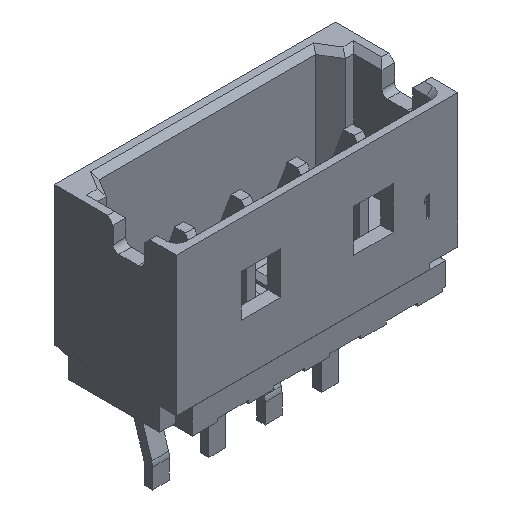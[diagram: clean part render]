
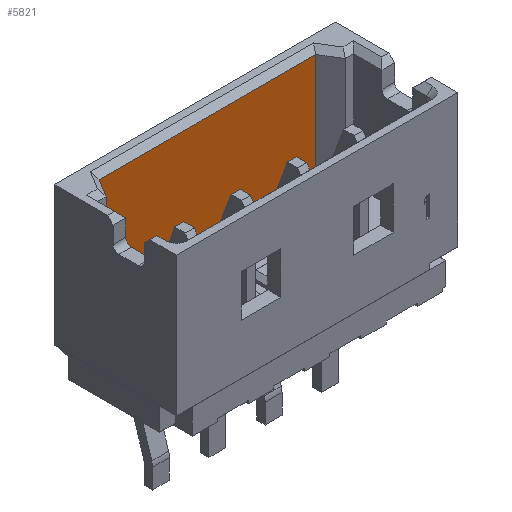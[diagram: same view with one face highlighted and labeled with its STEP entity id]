
A CAD part, isometric view. The second image highlights one B-rep face of the part: STEP entity #5821.
In plain terms, the highlighted planar face has unit normal (0, -1, 0).
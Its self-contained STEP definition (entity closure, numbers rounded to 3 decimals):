
#3012 = PLANE('',#3013);
#3013 = AXIS2_PLACEMENT_3D('',#3014,#3015,#3016);
#3014 = CARTESIAN_POINT('',(0.,1.825,2.825));
#3015 = DIRECTION('',(0.,-0.707,0.707));
#3016 = DIRECTION('',(0.,-0.707,-0.707));
#4850 = VERTEX_POINT('',#4851);
#4851 = CARTESIAN_POINT('',(3.85,1.725,2.725));
#4865 = PLANE('',#4866);
#4866 = AXIS2_PLACEMENT_3D('',#4867,#4868,#4869);
#4867 = CARTESIAN_POINT('',(4.25,1.075,2.925));
#4868 = DIRECTION('',(0.852,0.524,0.));
#4869 = DIRECTION('',(-0.524,0.852,0.));
#4903 = EDGE_CURVE('',#4904,#4850,#4906,.T.);
#4904 = VERTEX_POINT('',#4905);
#4905 = CARTESIAN_POINT('',(-3.85,1.725,2.725));
#4906 = SURFACE_CURVE('',#4907,(#4911,#4918),.PCURVE_S1.);
#4907 = LINE('',#4908,#4909);
#4908 = CARTESIAN_POINT('',(-3.85,1.725,2.725));
#4909 = VECTOR('',#4910,1.);
#4910 = DIRECTION('',(1.,0.,0.));
#4911 = PCURVE('',#3012,#4912);
#4912 = DEFINITIONAL_REPRESENTATION('',(#4913),#4917);
#4913 = LINE('',#4914,#4915);
#4914 = CARTESIAN_POINT('',(0.141,-3.85));
#4915 = VECTOR('',#4916,1.);
#4916 = DIRECTION('',(0.,1.));
#4917 = ( GEOMETRIC_REPRESENTATION_CONTEXT(2) 
PARAMETRIC_REPRESENTATION_CONTEXT() REPRESENTATION_CONTEXT('2D SPACE',''
  ) );
#4918 = PCURVE('',#4919,#4924);
#4919 = PLANE('',#4920);
#4920 = AXIS2_PLACEMENT_3D('',#4921,#4922,#4923);
#4921 = CARTESIAN_POINT('',(3.85,1.725,2.925));
#4922 = DIRECTION('',(0.,1.,0.));
#4923 = DIRECTION('',(-1.,0.,0.));
#4924 = DEFINITIONAL_REPRESENTATION('',(#4925),#4929);
#4925 = LINE('',#4926,#4927);
#4926 = CARTESIAN_POINT('',(7.7,-0.2));
#4927 = VECTOR('',#4928,1.);
#4928 = DIRECTION('',(-1.,0.));
#4929 = ( GEOMETRIC_REPRESENTATION_CONTEXT(2) 
PARAMETRIC_REPRESENTATION_CONTEXT() REPRESENTATION_CONTEXT('2D SPACE',''
  ) );
#4975 = PLANE('',#4976);
#4976 = AXIS2_PLACEMENT_3D('',#4977,#4978,#4979);
#4977 = CARTESIAN_POINT('',(-3.85,1.725,2.925));
#4978 = DIRECTION('',(-0.852,0.524,0.));
#4979 = DIRECTION('',(-0.524,-0.852,0.));
#5717 = PLANE('',#5718);
#5718 = AXIS2_PLACEMENT_3D('',#5719,#5720,#5721);
#5719 = CARTESIAN_POINT('',(0.,0.,-1.225));
#5720 = DIRECTION('',(0.,0.,1.));
#5721 = DIRECTION('',(1.,0.,0.));
#5777 = VERTEX_POINT('',#5778);
#5778 = CARTESIAN_POINT('',(3.85,1.725,-1.225));
#5799 = EDGE_CURVE('',#4850,#5777,#5800,.T.);
#5800 = SURFACE_CURVE('',#5801,(#5805,#5812),.PCURVE_S1.);
#5801 = LINE('',#5802,#5803);
#5802 = CARTESIAN_POINT('',(3.85,1.725,2.725));
#5803 = VECTOR('',#5804,1.);
#5804 = DIRECTION('',(0.,0.,-1.));
#5805 = PCURVE('',#4865,#5806);
#5806 = DEFINITIONAL_REPRESENTATION('',(#5807),#5811);
#5807 = LINE('',#5808,#5809);
#5808 = CARTESIAN_POINT('',(0.763,-0.2));
#5809 = VECTOR('',#5810,1.);
#5810 = DIRECTION('',(0.,-1.));
#5811 = ( GEOMETRIC_REPRESENTATION_CONTEXT(2) 
PARAMETRIC_REPRESENTATION_CONTEXT() REPRESENTATION_CONTEXT('2D SPACE',''
  ) );
#5812 = PCURVE('',#4919,#5813);
#5813 = DEFINITIONAL_REPRESENTATION('',(#5814),#5818);
#5814 = LINE('',#5815,#5816);
#5815 = CARTESIAN_POINT('',(0.,-0.2));
#5816 = VECTOR('',#5817,1.);
#5817 = DIRECTION('',(0.,-1.));
#5818 = ( GEOMETRIC_REPRESENTATION_CONTEXT(2) 
PARAMETRIC_REPRESENTATION_CONTEXT() REPRESENTATION_CONTEXT('2D SPACE',''
  ) );
#5821 = ADVANCED_FACE('',(#5822),#4919,.F.);
#5822 = FACE_BOUND('',#5823,.F.);
#5823 = EDGE_LOOP('',(#5824,#5825,#5826,#5849));
#5824 = ORIENTED_EDGE('',*,*,#4903,.T.);
#5825 = ORIENTED_EDGE('',*,*,#5799,.T.);
#5826 = ORIENTED_EDGE('',*,*,#5827,.T.);
#5827 = EDGE_CURVE('',#5777,#5828,#5830,.T.);
#5828 = VERTEX_POINT('',#5829);
#5829 = CARTESIAN_POINT('',(-3.85,1.725,-1.225));
#5830 = SURFACE_CURVE('',#5831,(#5835,#5842),.PCURVE_S1.);
#5831 = LINE('',#5832,#5833);
#5832 = CARTESIAN_POINT('',(3.85,1.725,-1.225));
#5833 = VECTOR('',#5834,1.);
#5834 = DIRECTION('',(-1.,0.,0.));
#5835 = PCURVE('',#4919,#5836);
#5836 = DEFINITIONAL_REPRESENTATION('',(#5837),#5841);
#5837 = LINE('',#5838,#5839);
#5838 = CARTESIAN_POINT('',(0.,-4.15));
#5839 = VECTOR('',#5840,1.);
#5840 = DIRECTION('',(1.,0.));
#5841 = ( GEOMETRIC_REPRESENTATION_CONTEXT(2) 
PARAMETRIC_REPRESENTATION_CONTEXT() REPRESENTATION_CONTEXT('2D SPACE',''
  ) );
#5842 = PCURVE('',#5717,#5843);
#5843 = DEFINITIONAL_REPRESENTATION('',(#5844),#5848);
#5844 = LINE('',#5845,#5846);
#5845 = CARTESIAN_POINT('',(3.85,1.725));
#5846 = VECTOR('',#5847,1.);
#5847 = DIRECTION('',(-1.,0.));
#5848 = ( GEOMETRIC_REPRESENTATION_CONTEXT(2) 
PARAMETRIC_REPRESENTATION_CONTEXT() REPRESENTATION_CONTEXT('2D SPACE',''
  ) );
#5849 = ORIENTED_EDGE('',*,*,#5850,.F.);
#5850 = EDGE_CURVE('',#4904,#5828,#5851,.T.);
#5851 = SURFACE_CURVE('',#5852,(#5856,#5863),.PCURVE_S1.);
#5852 = LINE('',#5853,#5854);
#5853 = CARTESIAN_POINT('',(-3.85,1.725,2.725));
#5854 = VECTOR('',#5855,1.);
#5855 = DIRECTION('',(0.,0.,-1.));
#5856 = PCURVE('',#4919,#5857);
#5857 = DEFINITIONAL_REPRESENTATION('',(#5858),#5862);
#5858 = LINE('',#5859,#5860);
#5859 = CARTESIAN_POINT('',(7.7,-0.2));
#5860 = VECTOR('',#5861,1.);
#5861 = DIRECTION('',(0.,-1.));
#5862 = ( GEOMETRIC_REPRESENTATION_CONTEXT(2) 
PARAMETRIC_REPRESENTATION_CONTEXT() REPRESENTATION_CONTEXT('2D SPACE',''
  ) );
#5863 = PCURVE('',#4975,#5864);
#5864 = DEFINITIONAL_REPRESENTATION('',(#5865),#5869);
#5865 = LINE('',#5866,#5867);
#5866 = CARTESIAN_POINT('',(-0.,-0.2));
#5867 = VECTOR('',#5868,1.);
#5868 = DIRECTION('',(-0.,-1.));
#5869 = ( GEOMETRIC_REPRESENTATION_CONTEXT(2) 
PARAMETRIC_REPRESENTATION_CONTEXT() REPRESENTATION_CONTEXT('2D SPACE',''
  ) );
